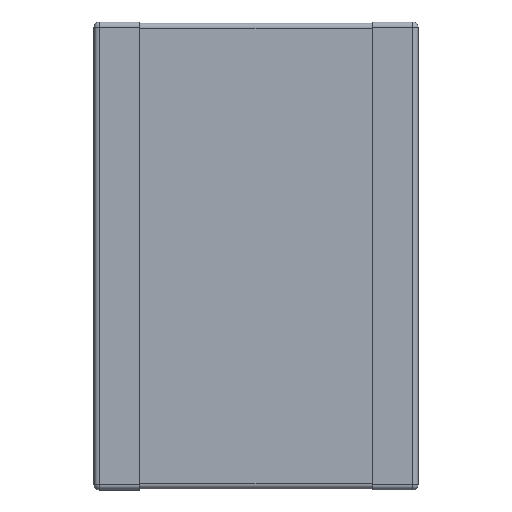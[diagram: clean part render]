
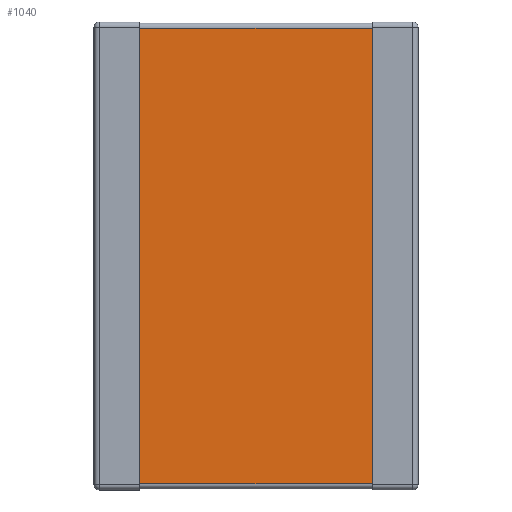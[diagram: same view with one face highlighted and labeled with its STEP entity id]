
A CAD part, top view. The second image highlights one B-rep face of the part: STEP entity #1040.
In plain terms, the highlighted planar face has unit normal (0, 0, 1).
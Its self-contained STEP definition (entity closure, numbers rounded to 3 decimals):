
#11 = DIRECTION ( 'NONE',  ( 0., -1., 0. ) ) ;
#111 = CARTESIAN_POINT ( 'NONE',  ( -1.15, 2.3, 0.59 ) ) ;
#122 = EDGE_CURVE ( 'NONE', #295, #553, #1481, .T. ) ;
#252 = PLANE ( 'NONE',  #972 ) ;
#266 = ORIENTED_EDGE ( 'NONE', *, *, #678, .F. ) ;
#278 = DIRECTION ( 'NONE',  ( -1., 0., 0. ) ) ;
#294 = VECTOR ( 'NONE', #11, 1000. ) ;
#295 = VERTEX_POINT ( 'NONE', #862 ) ;
#307 = CARTESIAN_POINT ( 'NONE',  ( 1.15, -2.25, 0.59 ) ) ;
#339 = CARTESIAN_POINT ( 'NONE',  ( -1.15, -2.25, 0.59 ) ) ;
#412 = DIRECTION ( 'NONE',  ( 1., 0., 0. ) ) ;
#418 = DIRECTION ( 'NONE',  ( -1., 0., 0. ) ) ;
#443 = VERTEX_POINT ( 'NONE', #1268 ) ;
#455 = VECTOR ( 'NONE', #412, 1000. ) ;
#553 = VERTEX_POINT ( 'NONE', #572 ) ;
#559 = ORIENTED_EDGE ( 'NONE', *, *, #122, .F. ) ;
#560 = LINE ( 'NONE', #111, #1580 ) ;
#566 = ORIENTED_EDGE ( 'NONE', *, *, #1189, .T. ) ;
#572 = CARTESIAN_POINT ( 'NONE',  ( 1.15, -2.25, 0.59 ) ) ;
#678 = EDGE_CURVE ( 'NONE', #789, #443, #560, .T. ) ;
#701 = LINE ( 'NONE', #307, #455 ) ;
#720 = DIRECTION ( 'NONE',  ( 0., 1., 0. ) ) ;
#759 = CARTESIAN_POINT ( 'NONE',  ( 1.15, 2.3, 0.59 ) ) ;
#789 = VERTEX_POINT ( 'NONE', #339 ) ;
#819 = ORIENTED_EDGE ( 'NONE', *, *, #1514, .T. ) ;
#862 = CARTESIAN_POINT ( 'NONE',  ( 1.15, 2.25, 0.59 ) ) ;
#972 = AXIS2_PLACEMENT_3D ( 'NONE', #995, #1588, #278 ) ;
#978 = EDGE_LOOP ( 'NONE', ( #559, #819, #266, #566 ) ) ;
#995 = CARTESIAN_POINT ( 'NONE',  ( -1.6, 2.3, 0.59 ) ) ;
#1040 = ADVANCED_FACE ( 'NONE', ( #1567 ), #252, .F. ) ;
#1074 = VECTOR ( 'NONE', #418, 1000. ) ;
#1189 = EDGE_CURVE ( 'NONE', #789, #553, #701, .T. ) ;
#1268 = CARTESIAN_POINT ( 'NONE',  ( -1.15, 2.25, 0.59 ) ) ;
#1481 = LINE ( 'NONE', #759, #294 ) ;
#1514 = EDGE_CURVE ( 'NONE', #295, #443, #1727, .T. ) ;
#1567 = FACE_OUTER_BOUND ( 'NONE', #978, .T. ) ;
#1580 = VECTOR ( 'NONE', #720, 1000. ) ;
#1588 = DIRECTION ( 'NONE',  ( 0., 0., -1. ) ) ;
#1591 = CARTESIAN_POINT ( 'NONE',  ( -1.15, 2.25, 0.59 ) ) ;
#1727 = LINE ( 'NONE', #1591, #1074 ) ;
